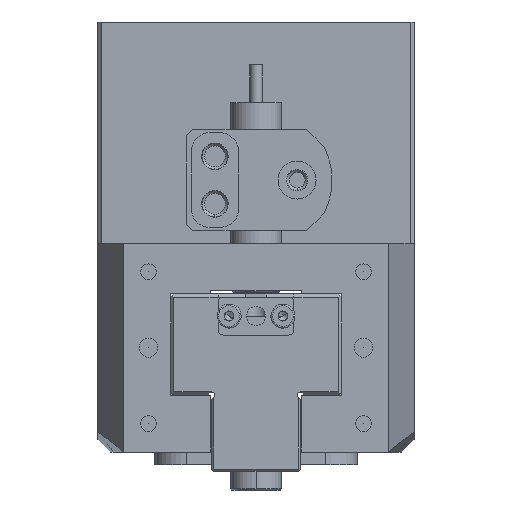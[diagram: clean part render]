
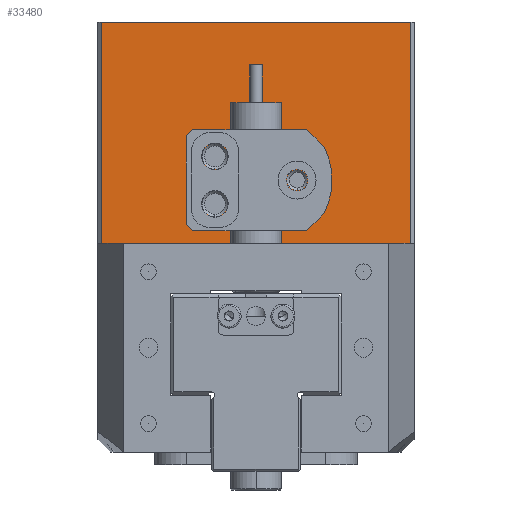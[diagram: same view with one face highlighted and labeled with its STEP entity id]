
A CAD part, left-side view. The second image highlights one B-rep face of the part: STEP entity #33480.
In plain terms, the highlighted planar face has unit normal (-1, 0, 0).
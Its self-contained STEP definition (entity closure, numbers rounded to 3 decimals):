
#98 = VERTEX_POINT ( 'NONE', #21977 ) ;
#436 = DIRECTION ( 'NONE',  ( 1., 0., 0. ) ) ;
#1318 = VERTEX_POINT ( 'NONE', #34298 ) ;
#1544 = LINE ( 'NONE', #25006, #18532 ) ;
#2250 = DIRECTION ( 'NONE',  ( 0., 0., 1. ) ) ;
#2536 = ORIENTED_EDGE ( 'NONE', *, *, #3326, .T. ) ;
#2551 = VERTEX_POINT ( 'NONE', #10394 ) ;
#2645 = CARTESIAN_POINT ( 'NONE',  ( -51.408, 3.635, 101.498 ) ) ;
#2654 = AXIS2_PLACEMENT_3D ( 'NONE', #26361, #11351, #14111 ) ;
#2831 = EDGE_CURVE ( 'NONE', #27086, #1318, #37432, .T. ) ;
#3132 = EDGE_CURVE ( 'NONE', #16344, #98, #1544, .T. ) ;
#3227 = VECTOR ( 'NONE', #25773, 1000. ) ;
#3267 = VERTEX_POINT ( 'NONE', #30854 ) ;
#3326 = EDGE_CURVE ( 'NONE', #39306, #27362, #32821, .T. ) ;
#3391 = FACE_BOUND ( 'NONE', #28150, .T. ) ;
#4176 = CARTESIAN_POINT ( 'NONE',  ( -51.408, 16.635, 99.398 ) ) ;
#4391 = FACE_OUTER_BOUND ( 'NONE', #12264, .T. ) ;
#4399 = AXIS2_PLACEMENT_3D ( 'NONE', #34983, #16312, #25878 ) ;
#4427 = CARTESIAN_POINT ( 'NONE',  ( -51.408, 16.635, 108.948 ) ) ;
#6308 = EDGE_LOOP ( 'NONE', ( #2536, #19084 ) ) ;
#6439 = DIRECTION ( 'NONE',  ( 0., 1., 0. ) ) ;
#7163 = CIRCLE ( 'NONE', #4399, 1.65 ) ;
#7364 = CARTESIAN_POINT ( 'NONE',  ( -51.408, 34.635, 93.148 ) ) ;
#9433 = VERTEX_POINT ( 'NONE', #25610 ) ;
#9973 = CARTESIAN_POINT ( 'NONE',  ( -51.408, 16.635, 106.898 ) ) ;
#10312 = DIRECTION ( 'NONE',  ( 1., 0., 0. ) ) ;
#10313 = AXIS2_PLACEMENT_3D ( 'NONE', #20248, #26654, #11375 ) ;
#10394 = CARTESIAN_POINT ( 'NONE',  ( -51.408, -14.365, 93.148 ) ) ;
#11117 = CARTESIAN_POINT ( 'NONE',  ( -51.408, -14.365, 128.148 ) ) ;
#11351 = DIRECTION ( 'NONE',  ( 1., 0., 0. ) ) ;
#11375 = DIRECTION ( 'NONE',  ( 0., 0., -1. ) ) ;
#12081 = ORIENTED_EDGE ( 'NONE', *, *, #40372, .T. ) ;
#12264 = EDGE_LOOP ( 'NONE', ( #35449, #16703, #17470, #16175 ) ) ;
#12679 = DIRECTION ( 'NONE',  ( 0., 0., -1. ) ) ;
#13092 = CARTESIAN_POINT ( 'NONE',  ( -51.408, 16.635, 99.398 ) ) ;
#13836 = CIRCLE ( 'NONE', #31186, 2.05 ) ;
#14111 = DIRECTION ( 'NONE',  ( 0., 0., -1. ) ) ;
#15118 = FACE_BOUND ( 'NONE', #29681, .T. ) ;
#15539 = CIRCLE ( 'NONE', #25410, 2.05 ) ;
#15630 = CARTESIAN_POINT ( 'NONE',  ( -51.408, 16.635, 106.898 ) ) ;
#15977 = EDGE_CURVE ( 'NONE', #27362, #39306, #31580, .T. ) ;
#16175 = ORIENTED_EDGE ( 'NONE', *, *, #30325, .T. ) ;
#16210 = LINE ( 'NONE', #36160, #22065 ) ;
#16312 = DIRECTION ( 'NONE',  ( 1., 0., 0. ) ) ;
#16344 = VERTEX_POINT ( 'NONE', #11117 ) ;
#16388 = DIRECTION ( 'NONE',  ( 1., 0., 0. ) ) ;
#16703 = ORIENTED_EDGE ( 'NONE', *, *, #35793, .T. ) ;
#17470 = ORIENTED_EDGE ( 'NONE', *, *, #23316, .F. ) ;
#18532 = VECTOR ( 'NONE', #6439, 1000. ) ;
#18853 = CARTESIAN_POINT ( 'NONE',  ( -51.408, 34.635, 93.148 ) ) ;
#19084 = ORIENTED_EDGE ( 'NONE', *, *, #15977, .T. ) ;
#19535 = VERTEX_POINT ( 'NONE', #18853 ) ;
#20248 = CARTESIAN_POINT ( 'NONE',  ( -51.408, 3.635, 103.148 ) ) ;
#21430 = FACE_BOUND ( 'NONE', #6308, .T. ) ;
#21622 = DIRECTION ( 'NONE',  ( 0., 0., -1. ) ) ;
#21977 = CARTESIAN_POINT ( 'NONE',  ( -51.408, 34.635, 128.148 ) ) ;
#22065 = VECTOR ( 'NONE', #2250, 1000. ) ;
#22110 = DIRECTION ( 'NONE',  ( 0., 0., -1. ) ) ;
#23316 = EDGE_CURVE ( 'NONE', #2551, #19535, #27056, .T. ) ;
#23756 = LINE ( 'NONE', #7364, #3227 ) ;
#24198 = AXIS2_PLACEMENT_3D ( 'NONE', #9973, #16388, #22110 ) ;
#25006 = CARTESIAN_POINT ( 'NONE',  ( -51.408, 10.135, 128.148 ) ) ;
#25410 = AXIS2_PLACEMENT_3D ( 'NONE', #4176, #10312, #34978 ) ;
#25610 = CARTESIAN_POINT ( 'NONE',  ( -51.408, 16.635, 97.348 ) ) ;
#25773 = DIRECTION ( 'NONE',  ( 0., 0., -1. ) ) ;
#25878 = DIRECTION ( 'NONE',  ( 0., 0., -1. ) ) ;
#26178 = ORIENTED_EDGE ( 'NONE', *, *, #29509, .T. ) ;
#26337 = CARTESIAN_POINT ( 'NONE',  ( -51.408, 16.635, 104.848 ) ) ;
#26361 = CARTESIAN_POINT ( 'NONE',  ( -51.408, -14.865, 93.148 ) ) ;
#26371 = CARTESIAN_POINT ( 'NONE',  ( -51.408, -14.865, 93.148 ) ) ;
#26654 = DIRECTION ( 'NONE',  ( 1., 0., 0. ) ) ;
#27056 = LINE ( 'NONE', #26371, #40147 ) ;
#27086 = VERTEX_POINT ( 'NONE', #2645 ) ;
#27362 = VERTEX_POINT ( 'NONE', #26337 ) ;
#27997 = DIRECTION ( 'NONE',  ( 1., 0., 0. ) ) ;
#28150 = EDGE_LOOP ( 'NONE', ( #12081, #31352 ) ) ;
#29509 = EDGE_CURVE ( 'NONE', #9433, #3267, #13836, .T. ) ;
#29681 = EDGE_LOOP ( 'NONE', ( #31498, #26178 ) ) ;
#30325 = EDGE_CURVE ( 'NONE', #2551, #16344, #16210, .T. ) ;
#30854 = CARTESIAN_POINT ( 'NONE',  ( -51.408, 16.635, 101.448 ) ) ;
#31186 = AXIS2_PLACEMENT_3D ( 'NONE', #13092, #436, #12679 ) ;
#31352 = ORIENTED_EDGE ( 'NONE', *, *, #2831, .T. ) ;
#31498 = ORIENTED_EDGE ( 'NONE', *, *, #34686, .T. ) ;
#31580 = CIRCLE ( 'NONE', #39093, 2.05 ) ;
#32821 = CIRCLE ( 'NONE', #24198, 2.05 ) ;
#33480 = ADVANCED_FACE ( 'NONE', ( #3391, #21430, #15118, #4391 ), #38993, .F. ) ;
#34298 = CARTESIAN_POINT ( 'NONE',  ( -51.408, 3.635, 104.798 ) ) ;
#34686 = EDGE_CURVE ( 'NONE', #3267, #9433, #15539, .T. ) ;
#34978 = DIRECTION ( 'NONE',  ( 0., 0., -1. ) ) ;
#34983 = CARTESIAN_POINT ( 'NONE',  ( -51.408, 3.635, 103.148 ) ) ;
#35449 = ORIENTED_EDGE ( 'NONE', *, *, #3132, .T. ) ;
#35793 = EDGE_CURVE ( 'NONE', #98, #19535, #23756, .T. ) ;
#36160 = CARTESIAN_POINT ( 'NONE',  ( -51.408, -14.365, 128.148 ) ) ;
#37432 = CIRCLE ( 'NONE', #10313, 1.65 ) ;
#38721 = DIRECTION ( 'NONE',  ( 0., 1., 0. ) ) ;
#38993 = PLANE ( 'NONE',  #2654 ) ;
#39093 = AXIS2_PLACEMENT_3D ( 'NONE', #15630, #27997, #21622 ) ;
#39306 = VERTEX_POINT ( 'NONE', #4427 ) ;
#40147 = VECTOR ( 'NONE', #38721, 1000. ) ;
#40372 = EDGE_CURVE ( 'NONE', #1318, #27086, #7163, .T. ) ;
